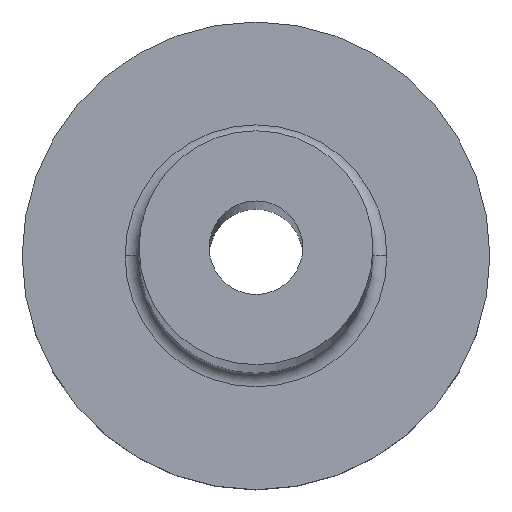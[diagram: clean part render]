
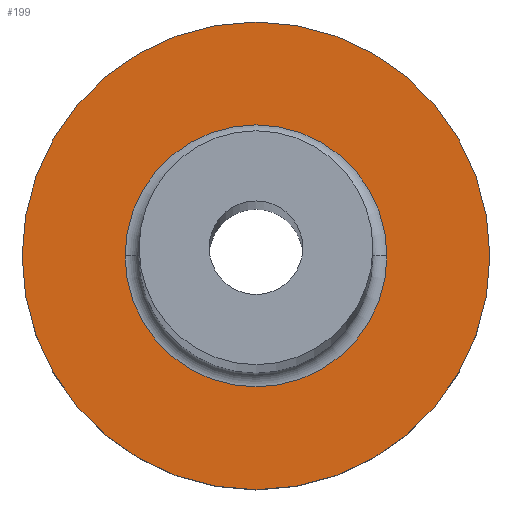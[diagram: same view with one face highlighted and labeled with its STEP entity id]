
A CAD part, top view. The second image highlights one B-rep face of the part: STEP entity #199.
In plain terms, the highlighted planar face has unit normal (0, 0, 1).
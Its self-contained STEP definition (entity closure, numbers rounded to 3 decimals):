
#7 = EDGE_CURVE ( 'NONE', #337, #378, #188, .T. ) ;
#20 = ORIENTED_EDGE ( 'NONE', *, *, #7, .T. ) ;
#28 = CIRCLE ( 'NONE', #121, 5. ) ;
#50 = DIRECTION ( 'NONE',  ( 1., 0., 0. ) ) ;
#52 = CARTESIAN_POINT ( 'NONE',  ( 0., 0., 3. ) ) ;
#81 = EDGE_CURVE ( 'NONE', #366, #371, #326, .T. ) ;
#85 = DIRECTION ( 'NONE',  ( 0., 0., 1. ) ) ;
#92 = ORIENTED_EDGE ( 'NONE', *, *, #246, .T. ) ;
#96 = CARTESIAN_POINT ( 'NONE',  ( 2.8, 0., 3. ) ) ;
#98 = AXIS2_PLACEMENT_3D ( 'NONE', #336, #85, #50 ) ;
#107 = EDGE_CURVE ( 'NONE', #378, #337, #28, .T. ) ;
#114 = EDGE_LOOP ( 'NONE', ( #92, #179 ) ) ;
#120 = AXIS2_PLACEMENT_3D ( 'NONE', #292, #317, #149 ) ;
#121 = AXIS2_PLACEMENT_3D ( 'NONE', #216, #152, #328 ) ;
#127 = CARTESIAN_POINT ( 'NONE',  ( -5., 0., 3. ) ) ;
#144 = ORIENTED_EDGE ( 'NONE', *, *, #107, .T. ) ;
#149 = DIRECTION ( 'NONE',  ( 1., 0., 0. ) ) ;
#152 = DIRECTION ( 'NONE',  ( 0., 0., 1. ) ) ;
#155 = CIRCLE ( 'NONE', #368, 2.8 ) ;
#162 = DIRECTION ( 'NONE',  ( 0., 0., -1. ) ) ;
#166 = FACE_OUTER_BOUND ( 'NONE', #268, .T. ) ;
#179 = ORIENTED_EDGE ( 'NONE', *, *, #81, .T. ) ;
#188 = CIRCLE ( 'NONE', #120, 5. ) ;
#199 = ADVANCED_FACE ( 'NONE', ( #250, #166 ), #343, .T. ) ;
#216 = CARTESIAN_POINT ( 'NONE',  ( 0., 0., 3. ) ) ;
#218 = DIRECTION ( 'NONE',  ( 1., 0., 0. ) ) ;
#232 = DIRECTION ( 'NONE',  ( 1., 0., 0. ) ) ;
#239 = CARTESIAN_POINT ( 'NONE',  ( -2.8, 0., 3. ) ) ;
#246 = EDGE_CURVE ( 'NONE', #371, #366, #155, .T. ) ;
#247 = DIRECTION ( 'NONE',  ( 0., 0., -1. ) ) ;
#250 = FACE_BOUND ( 'NONE', #114, .T. ) ;
#268 = EDGE_LOOP ( 'NONE', ( #144, #20 ) ) ;
#287 = CARTESIAN_POINT ( 'NONE',  ( 5., 0., 3. ) ) ;
#292 = CARTESIAN_POINT ( 'NONE',  ( 0., 0., 3. ) ) ;
#298 = CARTESIAN_POINT ( 'NONE',  ( 0., 0., 3. ) ) ;
#317 = DIRECTION ( 'NONE',  ( 0., 0., 1. ) ) ;
#326 = CIRCLE ( 'NONE', #376, 2.8 ) ;
#328 = DIRECTION ( 'NONE',  ( 1., 0., 0. ) ) ;
#336 = CARTESIAN_POINT ( 'NONE',  ( 0., 0., 3. ) ) ;
#337 = VERTEX_POINT ( 'NONE', #287 ) ;
#343 = PLANE ( 'NONE',  #98 ) ;
#366 = VERTEX_POINT ( 'NONE', #239 ) ;
#368 = AXIS2_PLACEMENT_3D ( 'NONE', #52, #162, #232 ) ;
#371 = VERTEX_POINT ( 'NONE', #96 ) ;
#376 = AXIS2_PLACEMENT_3D ( 'NONE', #298, #247, #218 ) ;
#378 = VERTEX_POINT ( 'NONE', #127 ) ;
